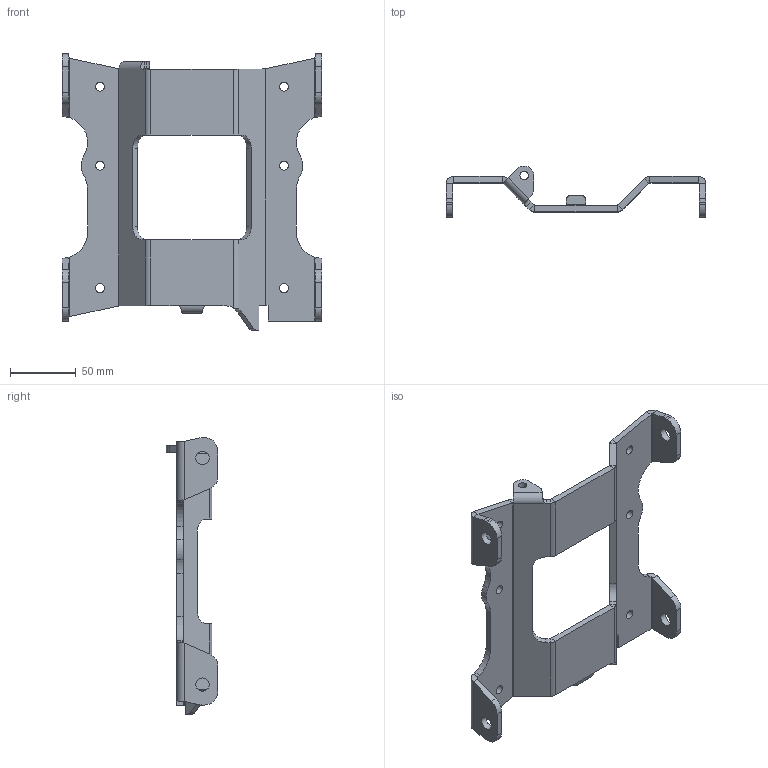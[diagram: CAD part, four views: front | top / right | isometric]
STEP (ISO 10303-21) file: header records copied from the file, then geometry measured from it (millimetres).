
FILE_DESCRIPTION((' '),'2;1');
FILE_NAME( '10 40 432 (Spider Plate).stp', '2025-03-20T16:36:25', (' '), ('--- ---'), ' V2025.1 Dec 16 2024', ' 2025 (c)', ' ');
FILE_SCHEMA(('AP242_MANAGED_MODEL_BASED_3D_ENGINEERING_MIM_LF { 1 0 10303 442 1 1 4 }'));
Length unit declared in the file: millimetre
Products named in the file (1): 10 40 432 (Spider Plate)
Bounding box: 197.35 x 39.13 x 209.99 mm (x, y, z)
Volume: 163892.1 mm3; surface area: 74168.2 mm2
Topology: 1 solids, 1 shells, 169 faces, 412 edges, 243 vertices
Faces by surface type: plane 88, cylinder 67, bspline 14
Full cylindrical faces by diameter (mm): 6.5 x1, 6.8 x6, 10.2 x4
Entity records: 5323 total; most frequent: CARTESIAN_POINT 1360, DIRECTION 808, ORIENTED_EDGE 800, EDGE_CURVE 400, AXIS2_PLACEMENT_3D 274, VECTOR 260, LINE 260, VERTEX_POINT 242
